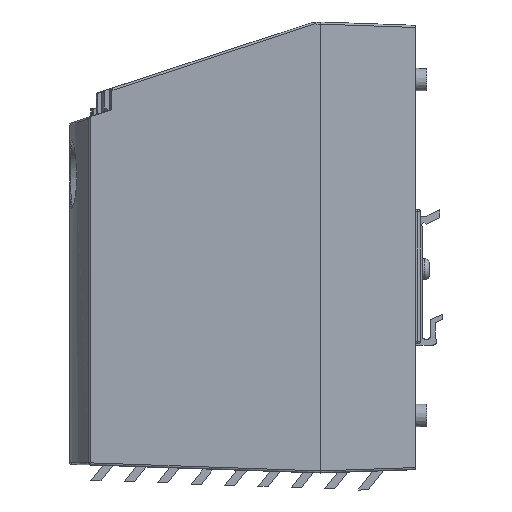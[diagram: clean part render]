
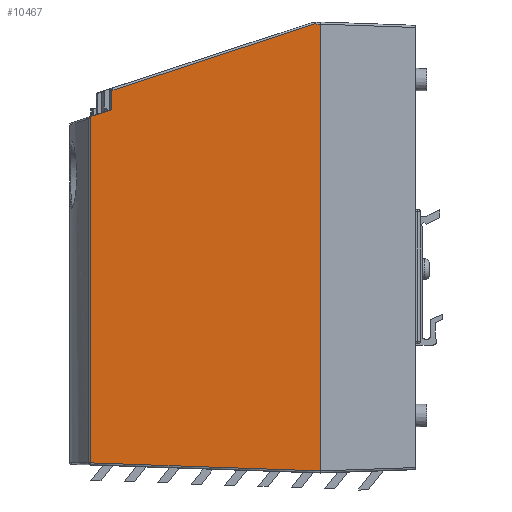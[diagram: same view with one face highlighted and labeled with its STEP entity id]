
A CAD part, left-side view. The second image highlights one B-rep face of the part: STEP entity #10467.
In plain terms, the highlighted planar face has unit normal (-0.999, 0.035, 0).
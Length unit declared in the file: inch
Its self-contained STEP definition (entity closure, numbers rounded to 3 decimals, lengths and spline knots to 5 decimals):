
#617 = LINE ( 'NONE', #3720, #7004 ) ;
#865 = LINE ( 'NONE', #13751, #10707 ) ;
#954 = EDGE_CURVE ( 'NONE', #15569, #14631, #13895, .T. ) ;
#1196 = LINE ( 'NONE', #2297, #14389 ) ;
#1671 = LINE ( 'NONE', #8987, #8055 ) ;
#1887 = CARTESIAN_POINT ( 'NONE',  ( -1.8474, 3.22449, 1.84158 ) ) ;
#2263 = EDGE_CURVE ( 'NONE', #5284, #4141, #617, .T. ) ;
#2297 = CARTESIAN_POINT ( 'NONE',  ( -1.96279, -0.07999, 2.92594 ) ) ;
#2328 = VECTOR ( 'NONE', #2707, 39.37008 ) ;
#2345 = CARTESIAN_POINT ( 'NONE',  ( -1.84945, 3.16561, 1.86091 ) ) ;
#2358 = CARTESIAN_POINT ( 'NONE',  ( -1.95996, 0.00105, 3.13998 ) ) ;
#2707 = DIRECTION ( 'NONE',  ( 0.033, 0.95, -0.312 ) ) ;
#2738 = LINE ( 'NONE', #12946, #2328 ) ;
#2882 = CARTESIAN_POINT ( 'NONE',  ( -1.84739, 3.22481, 1.84147 ) ) ;
#3296 = ORIENTED_EDGE ( 'NONE', *, *, #4876, .F. ) ;
#3662 = VERTEX_POINT ( 'NONE', #10530 ) ;
#3720 = CARTESIAN_POINT ( 'NONE',  ( -1.84739, 3.22481, 3.17 ) ) ;
#4141 = VERTEX_POINT ( 'NONE', #6108 ) ;
#4246 = EDGE_CURVE ( 'NONE', #4990, #8428, #1671, .T. ) ;
#4623 = ORIENTED_EDGE ( 'NONE', *, *, #15575, .F. ) ;
#4876 = EDGE_CURVE ( 'NONE', #14631, #10443, #5345, .T. ) ;
#4948 = VECTOR ( 'NONE', #11539, 39.37008 ) ;
#4990 = VERTEX_POINT ( 'NONE', #10471 ) ;
#5009 = DIRECTION ( 'NONE',  ( 0., 0., -1. ) ) ;
#5173 = EDGE_CURVE ( 'NONE', #16489, #10443, #2738, .T. ) ;
#5219 = CARTESIAN_POINT ( 'NONE',  ( -1.96, 0., 3.17 ) ) ;
#5284 = VERTEX_POINT ( 'NONE', #2882 ) ;
#5345 = LINE ( 'NONE', #10257, #4948 ) ;
#5518 = ORIENTED_EDGE ( 'NONE', *, *, #16385, .T. ) ;
#5745 = DIRECTION ( 'NONE',  ( -0.033, -0.95, 0.312 ) ) ;
#5748 = ORIENTED_EDGE ( 'NONE', *, *, #2263, .T. ) ;
#6108 = CARTESIAN_POINT ( 'NONE',  ( -1.84739, 3.22481, -3.02741 ) ) ;
#6177 = AXIS2_PLACEMENT_3D ( 'NONE', #5219, #14147, #6481 ) ;
#6196 = FACE_OUTER_BOUND ( 'NONE', #12508, .T. ) ;
#6326 = DIRECTION ( 'NONE',  ( 0., 0., 1. ) ) ;
#6481 = DIRECTION ( 'NONE',  ( -0.035, -0.999, 0. ) ) ;
#6946 = CARTESIAN_POINT ( 'NONE',  ( -1.84742, 3.22387, 1.84179 ) ) ;
#7004 = VECTOR ( 'NONE', #5009, 39.37008 ) ;
#7190 = LINE ( 'NONE', #2358, #13998 ) ;
#7799 = CARTESIAN_POINT ( 'NONE',  ( -1.96, 0., 3.13995 ) ) ;
#8055 = VECTOR ( 'NONE', #6326, 39.37008 ) ;
#8249 = CARTESIAN_POINT ( 'NONE',  ( -1.84741, 3.22418, 1.84169 ) ) ;
#8297 = ORIENTED_EDGE ( 'NONE', *, *, #5173, .T. ) ;
#8425 = B_SPLINE_CURVE_WITH_KNOTS ( 'NONE', 3,
 ( #6946, #8249, #1887, #10836 ),
 .UNSPECIFIED., .F., .F.,
 ( 4, 4 ),
 ( 0., 0.00003 ),
 .UNSPECIFIED. ) ;
#8428 = VERTEX_POINT ( 'NONE', #7799 ) ;
#8782 = DIRECTION ( 'NONE',  ( -0.033, -0.95, 0.312 ) ) ;
#8987 = CARTESIAN_POINT ( 'NONE',  ( -1.96, 0., -3.17 ) ) ;
#9363 = EDGE_CURVE ( 'NONE', #4141, #4990, #865, .T. ) ;
#10059 = ORIENTED_EDGE ( 'NONE', *, *, #10961, .T. ) ;
#10253 = CARTESIAN_POINT ( 'NONE',  ( -1.95729, 0.07753, 3.14265 ) ) ;
#10257 = CARTESIAN_POINT ( 'NONE',  ( -1.8583, 2.91225, 3.2148 ) ) ;
#10270 = CARTESIAN_POINT ( 'NONE',  ( -1.85776, 2.92773, 2.20737 ) ) ;
#10443 = VERTEX_POINT ( 'NONE', #10270 ) ;
#10467 = ADVANCED_FACE ( 'NONE', ( #6196 ), #15348, .T. ) ;
#10471 = CARTESIAN_POINT ( 'NONE',  ( -1.96, 0., -3.14002 ) ) ;
#10509 = VECTOR ( 'NONE', #5745, 39.37008 ) ;
#10530 = CARTESIAN_POINT ( 'NONE',  ( -1.84742, 3.22387, 1.84179 ) ) ;
#10707 = VECTOR ( 'NONE', #14989, 39.37008 ) ;
#10836 = CARTESIAN_POINT ( 'NONE',  ( -1.84739, 3.22481, 1.84147 ) ) ;
#10961 = EDGE_CURVE ( 'NONE', #3662, #5284, #8425, .T. ) ;
#11539 = DIRECTION ( 'NONE',  ( -0.001, -0.015, 1. ) ) ;
#11832 = ORIENTED_EDGE ( 'NONE', *, *, #4246, .T. ) ;
#12508 = EDGE_LOOP ( 'NONE', ( #4623, #10059, #5748, #13586, #11832, #5518, #8297, #3296, #15430 ) ) ;
#12946 = CARTESIAN_POINT ( 'NONE',  ( -1.96002, -0.00056, 3.16828 ) ) ;
#13430 = CARTESIAN_POINT ( 'NONE',  ( -1.96279, -0.07999, 2.92594 ) ) ;
#13586 = ORIENTED_EDGE ( 'NONE', *, *, #9363, .T. ) ;
#13751 = CARTESIAN_POINT ( 'NONE',  ( -1.95232, 0.21981, -3.13234 ) ) ;
#13772 = DIRECTION ( 'NONE',  ( 0.035, 0.999, 0.035 ) ) ;
#13895 = LINE ( 'NONE', #13430, #10509 ) ;
#13998 = VECTOR ( 'NONE', #13772, 39.37008 ) ;
#14147 = DIRECTION ( 'NONE',  ( -0.999, 0.035, 0. ) ) ;
#14389 = VECTOR ( 'NONE', #8782, 39.37008 ) ;
#14631 = VERTEX_POINT ( 'NONE', #14774 ) ;
#14774 = CARTESIAN_POINT ( 'NONE',  ( -1.85762, 2.93188, 1.93761 ) ) ;
#14989 = DIRECTION ( 'NONE',  ( -0.035, -0.999, -0.035 ) ) ;
#15348 = PLANE ( 'NONE',  #6177 ) ;
#15430 = ORIENTED_EDGE ( 'NONE', *, *, #954, .F. ) ;
#15569 = VERTEX_POINT ( 'NONE', #2345 ) ;
#15575 = EDGE_CURVE ( 'NONE', #3662, #15569, #1196, .T. ) ;
#16385 = EDGE_CURVE ( 'NONE', #8428, #16489, #7190, .T. ) ;
#16489 = VERTEX_POINT ( 'NONE', #10253 ) ;
